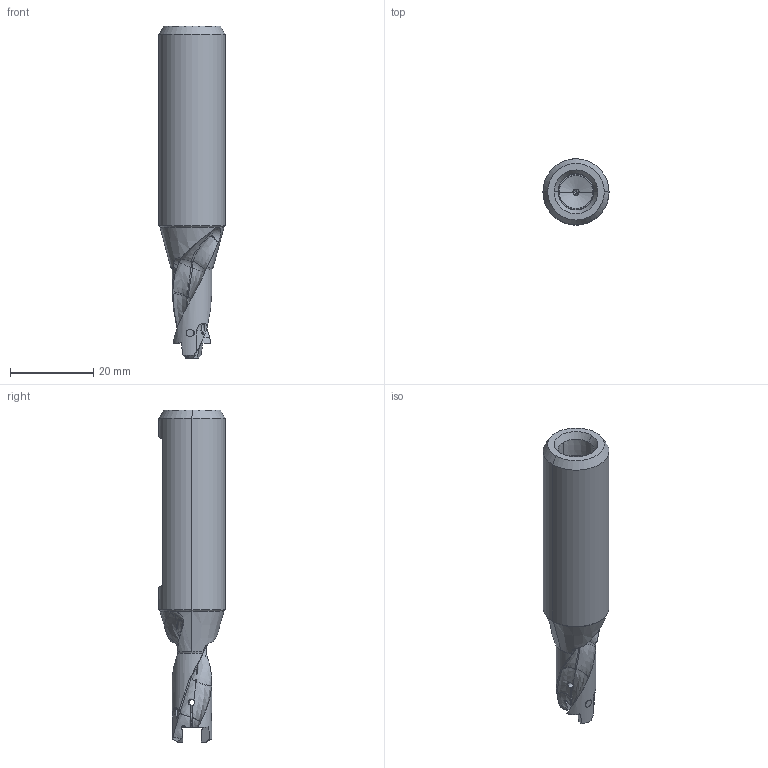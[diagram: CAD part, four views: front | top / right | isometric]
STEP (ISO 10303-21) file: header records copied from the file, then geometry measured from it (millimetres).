
FILE_DESCRIPTION(/* description */ (''),/* implementation_level */ '2;1');
FILE_NAME(/* name */ 'STAWSS0026.stp',/* time_stamp */ '2025-06-11T16:51:28+09:00',/* author */ (''),/* organization */ (''),/* preprocessor_version */ 'ST-DEVELOPER v18.101',/* originating_system */ 'SIEMENS PLM Software NX 2011',/* authorisation */ '');
FILE_SCHEMA (('AUTOMOTIVE_DESIGN { 1 0 10303 214 3 1 1 1 }'));
Length unit declared in the file: millimetre
Products named in the file (1): STAWSS0026_ASM
Bounding box: 15.88 x 15.88 x 79.7 mm (x, y, z)
Volume: 8743.9 mm3; surface area: 5120.3 mm2
Topology: 3 solids, 3 shells, 191 faces, 615 edges, 415 vertices
Faces by surface type: cylinder 63, plane 40, cone 34, bspline 26, sphere 22, torus 6
Entity records: 10208 total; most frequent: CARTESIAN_POINT 5292, ORIENTED_EDGE 1188, DIRECTION 764, EDGE_CURVE 594, VERTEX_POINT 411, B_SPLINE_CURVE_WITH_KNOTS 324, AXIS2_PLACEMENT_3D 314, EDGE_LOOP 203
